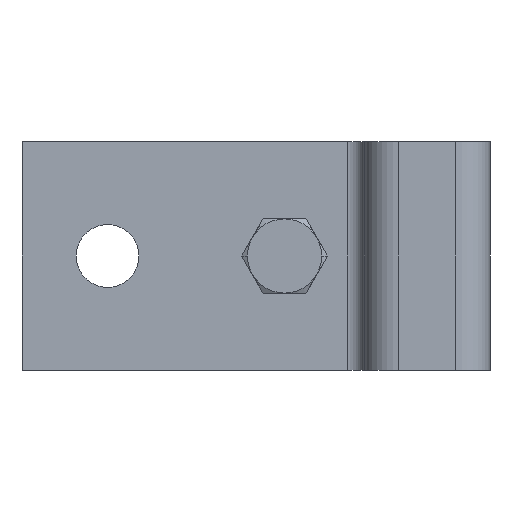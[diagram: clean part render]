
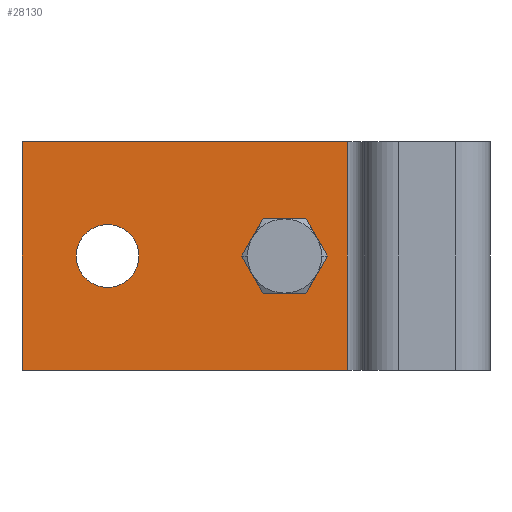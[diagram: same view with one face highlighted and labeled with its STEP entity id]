
A CAD part, left-side view. The second image highlights one B-rep face of the part: STEP entity #28130.
In plain terms, the highlighted planar face has unit normal (-1, 0, 0).
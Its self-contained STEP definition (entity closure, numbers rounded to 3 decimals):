
#22740=CARTESIAN_POINT('',(-6.5,25.,0.));
#22750=VERTEX_POINT('',#22740);
#22780=CARTESIAN_POINT('',(-6.5,82.,0.));
#22790=DIRECTION('',(0.,-1.,0.));
#22800=VECTOR('',#22790,1.);
#22810=LINE('',#22780,#22800);
#22820=CARTESIAN_POINT('',(-6.5,82.,0.));
#22830=VERTEX_POINT('',#22820);
#22840=EDGE_CURVE('',#22830,#22750,#22810,.T.);
#24650=CARTESIAN_POINT('',(-6.5,82.,-40.));
#24660=VERTEX_POINT('',#24650);
#24690=CARTESIAN_POINT('',(-6.5,82.,-40.));
#24700=DIRECTION('',(0.,-1.,0.));
#24710=VECTOR('',#24700,1.);
#24720=LINE('',#24690,#24710);
#24730=CARTESIAN_POINT('',(-6.5,25.,-40.));
#24740=VERTEX_POINT('',#24730);
#24750=EDGE_CURVE('',#24660,#24740,#24720,.T.);
#25170=CARTESIAN_POINT('',(-6.5,82.,0.));
#25180=DIRECTION('',(0.,0.,-1.));
#25190=VECTOR('',#25180,1.);
#25200=LINE('',#25170,#25190);
#25210=EDGE_CURVE('',#22830,#24660,#25200,.T.);
#27460=CARTESIAN_POINT('',(-6.5,82.,0.));
#27470=DIRECTION('',(-1.,0.,0.));
#27480=DIRECTION('',(0.,1.,0.));
#27490=AXIS2_PLACEMENT_3D('',#27460,#27470,#27480);
#27500=PLANE('',#27490);
#27510=CARTESIAN_POINT('',(-6.5,25.,0.));
#27520=DIRECTION('',(0.,0.,-1.));
#27530=VECTOR('',#27520,1.);
#27540=LINE('',#27510,#27530);
#27550=EDGE_CURVE('',#22750,#24740,#27540,.T.);
#27560=ORIENTED_EDGE('',*,*,#27550,.F.);
#27570=ORIENTED_EDGE('',*,*,#24750,.T.);
#27580=ORIENTED_EDGE('',*,*,#25210,.T.);
#27590=ORIENTED_EDGE('',*,*,#22840,.F.);
#27600=EDGE_LOOP('',(#27590,#27580,#27570,#27560));
#27610=FACE_OUTER_BOUND('',#27600,.T.);
#27620=CARTESIAN_POINT('',(-6.5,67.,-20.));
#27630=DIRECTION('',(-1.,0.,0.));
#27640=DIRECTION('',(0.,0.,1.));
#27650=AXIS2_PLACEMENT_3D('',#27620,#27630,#27640);
#27660=CIRCLE('',#27650,5.5);
#27670=CARTESIAN_POINT('',(-6.5,67.,-14.5));
#27680=VERTEX_POINT('',#27670);
#27690=CARTESIAN_POINT('',(-6.5,67.,-25.5));
#27700=VERTEX_POINT('',#27690);
#27710=EDGE_CURVE('',#27680,#27700,#27660,.T.);
#27720=ORIENTED_EDGE('',*,*,#27710,.F.);
#27730=EDGE_CURVE('',#27700,#27680,#27660,.T.);
#27740=ORIENTED_EDGE('',*,*,#27730,.F.);
#27750=EDGE_LOOP('',(#27740,#27720));
#27760=FACE_BOUND('',#27750,.T.);
#27770=CARTESIAN_POINT('',(-6.5,36.,-20.));
#27780=DIRECTION('',(-1.,0.,0.));
#27790=DIRECTION('',(0.,0.,1.));
#27800=AXIS2_PLACEMENT_3D('',#27770,#27780,#27790);
#27810=CIRCLE('',#27800,5.5);
#27820=CARTESIAN_POINT('',(-6.5,32.838,-24.5));
#27830=VERTEX_POINT('',#27820);
#27840=CARTESIAN_POINT('',(-6.5,32.838,-15.5));
#27850=VERTEX_POINT('',#27840);
#27860=EDGE_CURVE('',#27830,#27850,#27810,.T.);
#27870=ORIENTED_EDGE('',*,*,#27860,.F.);
#27880=CARTESIAN_POINT('',(-6.5,0.,-15.5));
#27890=DIRECTION('',(0.,1.,0.));
#27900=VECTOR('',#27890,1.);
#27910=LINE('',#27880,#27900);
#27920=CARTESIAN_POINT('',(-6.5,39.162,-15.5));
#27930=VERTEX_POINT('',#27920);
#27940=EDGE_CURVE('',#27850,#27930,#27910,.T.);
#27950=ORIENTED_EDGE('',*,*,#27940,.F.);
#27960=CARTESIAN_POINT('',(-6.5,36.,-20.));
#27970=DIRECTION('',(-1.,0.,0.));
#27980=DIRECTION('',(0.,0.,1.));
#27990=AXIS2_PLACEMENT_3D('',#27960,#27970,#27980);
#28000=CIRCLE('',#27990,5.5);
#28010=CARTESIAN_POINT('',(-6.5,39.162,-24.5));
#28020=VERTEX_POINT('',#28010);
#28030=EDGE_CURVE('',#27930,#28020,#28000,.T.);
#28040=ORIENTED_EDGE('',*,*,#28030,.F.);
#28050=CARTESIAN_POINT('',(-6.5,0.,-24.5));
#28060=DIRECTION('',(0.,-1.,0.));
#28070=VECTOR('',#28060,1.);
#28080=LINE('',#28050,#28070);
#28090=EDGE_CURVE('',#28020,#27830,#28080,.T.);
#28100=ORIENTED_EDGE('',*,*,#28090,.F.);
#28110=EDGE_LOOP('',(#28100,#28040,#27950,#27870));
#28120=FACE_BOUND('',#28110,.T.);
#28130=ADVANCED_FACE('',(#27610,#27760,#28120),#27500,.T.);
